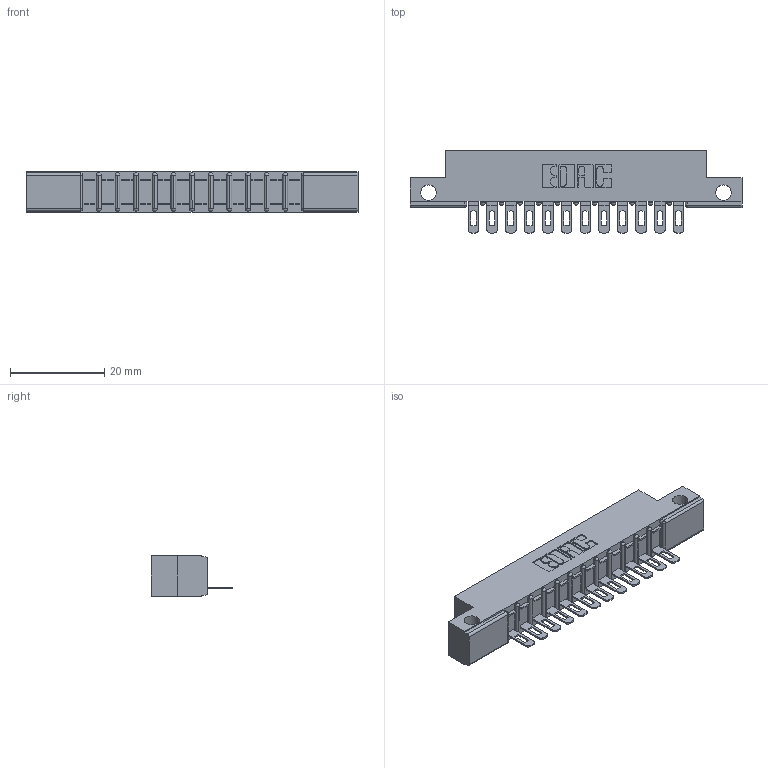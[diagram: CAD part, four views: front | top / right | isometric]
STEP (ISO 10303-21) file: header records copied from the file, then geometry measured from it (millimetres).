
FILE_DESCRIPTION (( 'STEP AP203' ), '1' );
FILE_NAME ('357-012-501-112.STEP', '2019-09-16T19:06:17', ( '' ), ( '' ), 'SwSTEP 2.0', 'SolidWorks 2016', '' );
FILE_SCHEMA (( 'CONFIG_CONTROL_DESIGN' ));
Length unit declared in the file: inch
Products named in the file (3): 307-290-002_501; 357-012-501-112; 307 Part_.128 Dia Side Mounting Holes
Assembly tree (13 placements, depth 2):
  357-012-501-112
    307 Part_.128 Dia Side Mounting Holes
    307-290-002_501  x12
Bounding box: 70.56 x 17.42 x 8.71 mm (x, y, z)
Volume: 4587.6 mm3; surface area: 7731.3 mm2
Topology: 13 solids, 13 shells, 1043 faces, 3179 edges, 2082 vertices
Faces by surface type: plane 598, cylinder 419, sphere 26
Entity records: 14782 total; most frequent: CARTESIAN_POINT 2488, ORIENTED_EDGE 2478, DIRECTION 2435, EDGE_CURVE 1239, VECTOR 929, LINE 929, VERTEX_POINT 806, AXIS2_PLACEMENT_3D 753
